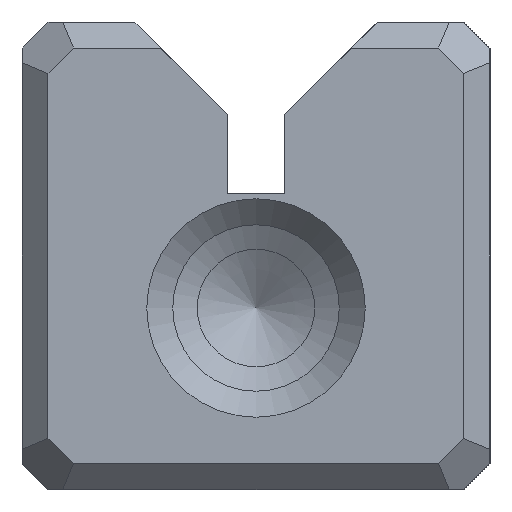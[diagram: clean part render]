
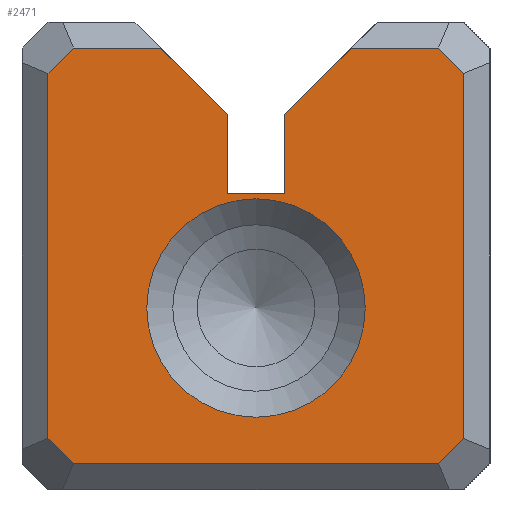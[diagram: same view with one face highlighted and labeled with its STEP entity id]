
A CAD part, left-side view. The second image highlights one B-rep face of the part: STEP entity #2471.
In plain terms, the highlighted planar face has unit normal (-1, 0, 0).
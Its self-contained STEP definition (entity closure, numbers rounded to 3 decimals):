
#2471=ADVANCED_FACE('',(#3387,#3388),#2858,.F.);
#2858=PLANE('',#8888);
#3107=CIRCLE('',#8887,2.1);
#3387=FACE_BOUND('',#3580,.T.);
#3388=FACE_BOUND('',#3581,.T.);
#3580=EDGE_LOOP('',(#4295));
#3581=EDGE_LOOP('',(#4296,#4297,#4298,#4299,#4300,#4301,#4302,#4303,#4304,
#4305,#4306,#4307,#4308,#4309));
#4295=ORIENTED_EDGE('',*,*,#6820,.T.);
#4296=ORIENTED_EDGE('',*,*,#6821,.T.);
#4297=ORIENTED_EDGE('',*,*,#6822,.T.);
#4298=ORIENTED_EDGE('',*,*,#6823,.F.);
#4299=ORIENTED_EDGE('',*,*,#6824,.F.);
#4300=ORIENTED_EDGE('',*,*,#6825,.F.);
#4301=ORIENTED_EDGE('',*,*,#6826,.F.);
#4302=ORIENTED_EDGE('',*,*,#6827,.F.);
#4303=ORIENTED_EDGE('',*,*,#6828,.T.);
#4304=ORIENTED_EDGE('',*,*,#6829,.T.);
#4305=ORIENTED_EDGE('',*,*,#6830,.T.);
#4306=ORIENTED_EDGE('',*,*,#6831,.T.);
#4307=ORIENTED_EDGE('',*,*,#6832,.T.);
#4308=ORIENTED_EDGE('',*,*,#6833,.T.);
#4309=ORIENTED_EDGE('',*,*,#6834,.T.);
#6169=VERTEX_POINT('',#11412);
#6170=VERTEX_POINT('',#11414);
#6171=VERTEX_POINT('',#11415);
#6172=VERTEX_POINT('',#11417);
#6173=VERTEX_POINT('',#11419);
#6174=VERTEX_POINT('',#11421);
#6175=VERTEX_POINT('',#11423);
#6176=VERTEX_POINT('',#11425);
#6177=VERTEX_POINT('',#11427);
#6178=VERTEX_POINT('',#11429);
#6179=VERTEX_POINT('',#11431);
#6180=VERTEX_POINT('',#11433);
#6181=VERTEX_POINT('',#11435);
#6182=VERTEX_POINT('',#11437);
#6183=VERTEX_POINT('',#11439);
#6820=EDGE_CURVE('',#6169,#6169,#3107,.T.);
#6821=EDGE_CURVE('',#6170,#6171,#7672,.T.);
#6822=EDGE_CURVE('',#6171,#6172,#7673,.T.);
#6823=EDGE_CURVE('',#6173,#6172,#7674,.T.);
#6824=EDGE_CURVE('',#6174,#6173,#7675,.T.);
#6825=EDGE_CURVE('',#6175,#6174,#7676,.T.);
#6826=EDGE_CURVE('',#6176,#6175,#7677,.T.);
#6827=EDGE_CURVE('',#6177,#6176,#7678,.T.);
#6828=EDGE_CURVE('',#6177,#6178,#7679,.T.);
#6829=EDGE_CURVE('',#6178,#6179,#7680,.T.);
#6830=EDGE_CURVE('',#6179,#6180,#7681,.T.);
#6831=EDGE_CURVE('',#6180,#6181,#7682,.T.);
#6832=EDGE_CURVE('',#6181,#6182,#7683,.T.);
#6833=EDGE_CURVE('',#6182,#6183,#7684,.T.);
#6834=EDGE_CURVE('',#6183,#6170,#7685,.T.);
#7672=LINE('',#11413,#8356);
#7673=LINE('',#11416,#8357);
#7674=LINE('',#11418,#8358);
#7675=LINE('',#11420,#8359);
#7676=LINE('',#11422,#8360);
#7677=LINE('',#11424,#8361);
#7678=LINE('',#11426,#8362);
#7679=LINE('',#11428,#8363);
#7680=LINE('',#11430,#8364);
#7681=LINE('',#11432,#8365);
#7682=LINE('',#11434,#8366);
#7683=LINE('',#11436,#8367);
#7684=LINE('',#11438,#8368);
#7685=LINE('',#11440,#8369);
#8356=VECTOR('',#9437,1.);
#8357=VECTOR('',#9438,1.);
#8358=VECTOR('',#9439,1.);
#8359=VECTOR('',#9440,1.);
#8360=VECTOR('',#9441,1.);
#8361=VECTOR('',#9442,1.);
#8362=VECTOR('',#9443,1.);
#8363=VECTOR('',#9444,1.);
#8364=VECTOR('',#9445,1.);
#8365=VECTOR('',#9446,1.);
#8366=VECTOR('',#9447,1.);
#8367=VECTOR('',#9448,1.);
#8368=VECTOR('',#9449,1.);
#8369=VECTOR('',#9450,1.);
#8887=AXIS2_PLACEMENT_3D('',#11411,#9435,#9436);
#8888=AXIS2_PLACEMENT_3D('',#11441,#9451,#9452);
#9435=DIRECTION('',(1.,0.,0.));
#9436=DIRECTION('',(0.,0.,-1.));
#9437=DIRECTION('',(0.,0.707,0.707));
#9438=DIRECTION('',(0.,1.,0.));
#9439=DIRECTION('',(0.,-0.707,0.707));
#9440=DIRECTION('',(0.,0.,1.));
#9441=DIRECTION('',(0.,-1.,0.));
#9442=DIRECTION('',(0.,0.,-1.));
#9443=DIRECTION('',(0.,-0.707,-0.707));
#9444=DIRECTION('',(0.,1.,0.));
#9445=DIRECTION('',(0.,0.707,-0.707));
#9446=DIRECTION('',(0.,0.,-1.));
#9447=DIRECTION('',(0.,-0.707,-0.707));
#9448=DIRECTION('',(0.,-1.,0.));
#9449=DIRECTION('',(0.,-0.707,0.707));
#9450=DIRECTION('',(0.,0.,1.));
#9451=DIRECTION('',(1.,0.,0.));
#9452=DIRECTION('',(0.,0.,1.));
#11411=CARTESIAN_POINT('',(-112.5,0.,-1.));
#11412=CARTESIAN_POINT('',(-112.5,0.,-3.1));
#11413=CARTESIAN_POINT('',(-112.5,-3.755,3.755));
#11414=CARTESIAN_POINT('',(-112.5,-4.,3.51));
#11415=CARTESIAN_POINT('',(-112.5,-3.51,4.));
#11416=CARTESIAN_POINT('',(-112.5,-2.328,4.));
#11417=CARTESIAN_POINT('',(-112.5,-1.828,4.));
#11418=CARTESIAN_POINT('',(-112.5,0.,2.172));
#11419=CARTESIAN_POINT('',(-112.5,-0.55,2.722));
#11420=CARTESIAN_POINT('',(-112.5,-0.55,1.2));
#11421=CARTESIAN_POINT('',(-112.5,-0.55,1.2));
#11422=CARTESIAN_POINT('',(-112.5,0.55,1.2));
#11423=CARTESIAN_POINT('',(-112.5,0.55,1.2));
#11424=CARTESIAN_POINT('',(-112.5,0.55,2.722));
#11425=CARTESIAN_POINT('',(-112.5,0.55,2.722));
#11426=CARTESIAN_POINT('',(-112.5,4.828,7.));
#11427=CARTESIAN_POINT('',(-112.5,1.828,4.));
#11428=CARTESIAN_POINT('',(-112.5,4.,4.));
#11429=CARTESIAN_POINT('',(-112.5,3.51,4.));
#11430=CARTESIAN_POINT('',(-112.5,3.755,3.755));
#11431=CARTESIAN_POINT('',(-112.5,4.,3.51));
#11432=CARTESIAN_POINT('',(-112.5,4.,-4.));
#11433=CARTESIAN_POINT('',(-112.5,4.,-3.51));
#11434=CARTESIAN_POINT('',(-112.5,3.755,-3.755));
#11435=CARTESIAN_POINT('',(-112.5,3.51,-4.));
#11436=CARTESIAN_POINT('',(-112.5,-4.,-4.));
#11437=CARTESIAN_POINT('',(-112.5,-3.51,-4.));
#11438=CARTESIAN_POINT('',(-112.5,-3.755,-3.755));
#11439=CARTESIAN_POINT('',(-112.5,-4.,-3.51));
#11440=CARTESIAN_POINT('',(-112.5,-4.,4.));
#11441=CARTESIAN_POINT('',(-112.5,0.,0.));
